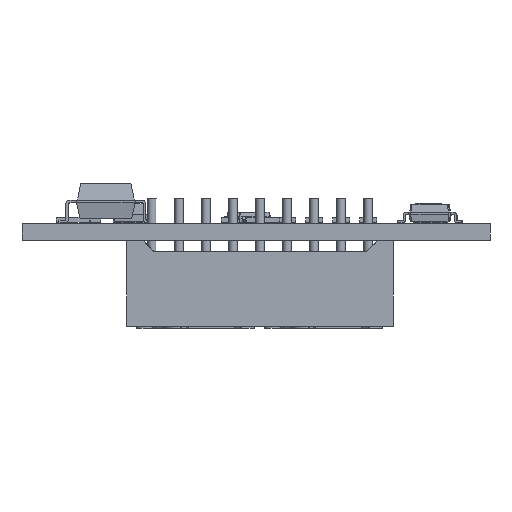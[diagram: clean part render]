
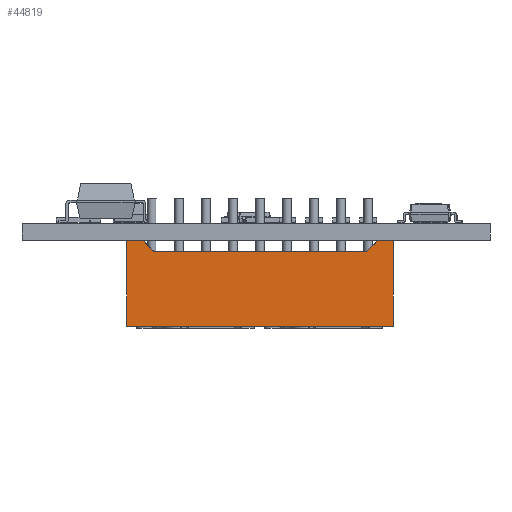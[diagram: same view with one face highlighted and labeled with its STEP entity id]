
A CAD part, front view. The second image highlights one B-rep face of the part: STEP entity #44819.
In plain terms, the highlighted face is planar.
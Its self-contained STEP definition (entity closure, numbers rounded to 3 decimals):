
#43907 = PLANE('',#43908);
#43908 = AXIS2_PLACEMENT_3D('',#43909,#43910,#43911);
#43909 = CARTESIAN_POINT('',(-3.,-21.15,1.));
#43910 = DIRECTION('',(0.,0.,1.));
#43911 = DIRECTION('',(1.,0.,-0.));
#43956 = PLANE('',#43957);
#43957 = AXIS2_PLACEMENT_3D('',#43958,#43959,#43960);
#43958 = CARTESIAN_POINT('',(-3.,0.35,0.5));
#43959 = DIRECTION('',(0.,0.707,0.707));
#43960 = DIRECTION('',(1.,0.,-0.));
#44012 = PLANE('',#44013);
#44013 = AXIS2_PLACEMENT_3D('',#44014,#44015,#44016);
#44014 = CARTESIAN_POINT('',(7.62,-10.16,0.));
#44015 = DIRECTION('',(-0.,-0.,-1.));
#44016 = DIRECTION('',(-1.,0.,0.));
#44040 = PLANE('',#44041);
#44041 = AXIS2_PLACEMENT_3D('',#44042,#44043,#44044);
#44042 = CARTESIAN_POINT('',(-1.905,2.34,0.));
#44043 = DIRECTION('',(0.,1.,0.));
#44044 = DIRECTION('',(1.,0.,0.));
#44104 = EDGE_CURVE('',#44105,#44107,#44109,.T.);
#44105 = VERTEX_POINT('',#44106);
#44106 = CARTESIAN_POINT('',(-1.905,-0.15,1.));
#44107 = VERTEX_POINT('',#44108);
#44108 = CARTESIAN_POINT('',(-1.905,0.85,0.));
#44109 = SURFACE_CURVE('',#44110,(#44114,#44121),.PCURVE_S1.);
#44110 = LINE('',#44111,#44112);
#44111 = CARTESIAN_POINT('',(-1.905,-5.278,6.128));
#44112 = VECTOR('',#44113,1.);
#44113 = DIRECTION('',(0.,0.707,-0.707));
#44114 = PCURVE('',#43956,#44115);
#44115 = DEFINITIONAL_REPRESENTATION('',(#44116),#44120);
#44116 = LINE('',#44117,#44118);
#44117 = CARTESIAN_POINT('',(1.095,-7.958));
#44118 = VECTOR('',#44119,1.);
#44119 = DIRECTION('',(0.,1.));
#44120 = ( GEOMETRIC_REPRESENTATION_CONTEXT(2) 
PARAMETRIC_REPRESENTATION_CONTEXT() REPRESENTATION_CONTEXT('2D SPACE',''
  ) );
#44121 = PCURVE('',#44122,#44127);
#44122 = PLANE('',#44123);
#44123 = AXIS2_PLACEMENT_3D('',#44124,#44125,#44126);
#44124 = CARTESIAN_POINT('',(-1.905,-22.66,0.));
#44125 = DIRECTION('',(-1.,0.,0.));
#44126 = DIRECTION('',(0.,1.,0.));
#44127 = DEFINITIONAL_REPRESENTATION('',(#44128),#44132);
#44128 = LINE('',#44129,#44130);
#44129 = CARTESIAN_POINT('',(17.383,-6.128));
#44130 = VECTOR('',#44131,1.);
#44131 = DIRECTION('',(0.707,0.707));
#44132 = ( GEOMETRIC_REPRESENTATION_CONTEXT(2) 
PARAMETRIC_REPRESENTATION_CONTEXT() REPRESENTATION_CONTEXT('2D SPACE',''
  ) );
#44182 = EDGE_CURVE('',#44183,#44105,#44185,.T.);
#44183 = VERTEX_POINT('',#44184);
#44184 = CARTESIAN_POINT('',(-1.905,-20.15,1.));
#44185 = SURFACE_CURVE('',#44186,(#44190,#44197),.PCURVE_S1.);
#44186 = LINE('',#44187,#44188);
#44187 = CARTESIAN_POINT('',(-1.905,-21.905,1.));
#44188 = VECTOR('',#44189,1.);
#44189 = DIRECTION('',(0.,1.,0.));
#44190 = PCURVE('',#43907,#44191);
#44191 = DEFINITIONAL_REPRESENTATION('',(#44192),#44196);
#44192 = LINE('',#44193,#44194);
#44193 = CARTESIAN_POINT('',(1.095,-0.755));
#44194 = VECTOR('',#44195,1.);
#44195 = DIRECTION('',(0.,1.));
#44196 = ( GEOMETRIC_REPRESENTATION_CONTEXT(2) 
PARAMETRIC_REPRESENTATION_CONTEXT() REPRESENTATION_CONTEXT('2D SPACE',''
  ) );
#44197 = PCURVE('',#44122,#44198);
#44198 = DEFINITIONAL_REPRESENTATION('',(#44199),#44203);
#44199 = LINE('',#44200,#44201);
#44200 = CARTESIAN_POINT('',(0.755,-1.));
#44201 = VECTOR('',#44202,1.);
#44202 = DIRECTION('',(1.,0.));
#44203 = ( GEOMETRIC_REPRESENTATION_CONTEXT(2) 
PARAMETRIC_REPRESENTATION_CONTEXT() REPRESENTATION_CONTEXT('2D SPACE',''
  ) );
#44221 = PLANE('',#44222);
#44222 = AXIS2_PLACEMENT_3D('',#44223,#44224,#44225);
#44223 = CARTESIAN_POINT('',(-3.,-20.65,0.5));
#44224 = DIRECTION('',(0.,0.707,-0.707));
#44225 = DIRECTION('',(-1.,0.,-0.));
#44565 = EDGE_CURVE('',#44107,#44566,#44568,.T.);
#44566 = VERTEX_POINT('',#44567);
#44567 = CARTESIAN_POINT('',(-1.905,2.34,0.));
#44568 = SURFACE_CURVE('',#44569,(#44573,#44580),.PCURVE_S1.);
#44569 = LINE('',#44570,#44571);
#44570 = CARTESIAN_POINT('',(-1.905,-22.66,0.));
#44571 = VECTOR('',#44572,1.);
#44572 = DIRECTION('',(0.,1.,0.));
#44573 = PCURVE('',#44012,#44574);
#44574 = DEFINITIONAL_REPRESENTATION('',(#44575),#44579);
#44575 = LINE('',#44576,#44577);
#44576 = CARTESIAN_POINT('',(9.525,-12.5));
#44577 = VECTOR('',#44578,1.);
#44578 = DIRECTION('',(0.,1.));
#44579 = ( GEOMETRIC_REPRESENTATION_CONTEXT(2) 
PARAMETRIC_REPRESENTATION_CONTEXT() REPRESENTATION_CONTEXT('2D SPACE',''
  ) );
#44580 = PCURVE('',#44122,#44581);
#44581 = DEFINITIONAL_REPRESENTATION('',(#44582),#44586);
#44582 = LINE('',#44583,#44584);
#44583 = CARTESIAN_POINT('',(0.,0.));
#44584 = VECTOR('',#44585,1.);
#44585 = DIRECTION('',(1.,0.));
#44586 = ( GEOMETRIC_REPRESENTATION_CONTEXT(2) 
PARAMETRIC_REPRESENTATION_CONTEXT() REPRESENTATION_CONTEXT('2D SPACE',''
  ) );
#44614 = EDGE_CURVE('',#44566,#44615,#44617,.T.);
#44615 = VERTEX_POINT('',#44616);
#44616 = CARTESIAN_POINT('',(-1.905,2.34,8.));
#44617 = SURFACE_CURVE('',#44618,(#44622,#44629),.PCURVE_S1.);
#44618 = LINE('',#44619,#44620);
#44619 = CARTESIAN_POINT('',(-1.905,2.34,0.));
#44620 = VECTOR('',#44621,1.);
#44621 = DIRECTION('',(0.,0.,1.));
#44622 = PCURVE('',#44040,#44623);
#44623 = DEFINITIONAL_REPRESENTATION('',(#44624),#44628);
#44624 = LINE('',#44625,#44626);
#44625 = CARTESIAN_POINT('',(0.,0.));
#44626 = VECTOR('',#44627,1.);
#44627 = DIRECTION('',(0.,-1.));
#44628 = ( GEOMETRIC_REPRESENTATION_CONTEXT(2) 
PARAMETRIC_REPRESENTATION_CONTEXT() REPRESENTATION_CONTEXT('2D SPACE',''
  ) );
#44629 = PCURVE('',#44122,#44630);
#44630 = DEFINITIONAL_REPRESENTATION('',(#44631),#44635);
#44631 = LINE('',#44632,#44633);
#44632 = CARTESIAN_POINT('',(25.,0.));
#44633 = VECTOR('',#44634,1.);
#44634 = DIRECTION('',(0.,-1.));
#44635 = ( GEOMETRIC_REPRESENTATION_CONTEXT(2) 
PARAMETRIC_REPRESENTATION_CONTEXT() REPRESENTATION_CONTEXT('2D SPACE',''
  ) );
#44653 = PLANE('',#44654);
#44654 = AXIS2_PLACEMENT_3D('',#44655,#44656,#44657);
#44655 = CARTESIAN_POINT('',(7.62,-10.16,8.));
#44656 = DIRECTION('',(-0.,-0.,-1.));
#44657 = DIRECTION('',(-1.,0.,0.));
#44819 = ADVANCED_FACE('',(#44820),#44122,.T.);
#44820 = FACE_BOUND('',#44821,.T.);
#44821 = EDGE_LOOP('',(#44822,#44852,#44880,#44901,#44902,#44903,#44904,
    #44905));
#44822 = ORIENTED_EDGE('',*,*,#44823,.F.);
#44823 = EDGE_CURVE('',#44824,#44826,#44828,.T.);
#44824 = VERTEX_POINT('',#44825);
#44825 = CARTESIAN_POINT('',(-1.905,-22.66,0.));
#44826 = VERTEX_POINT('',#44827);
#44827 = CARTESIAN_POINT('',(-1.905,-21.15,0.));
#44828 = SURFACE_CURVE('',#44829,(#44833,#44840),.PCURVE_S1.);
#44829 = LINE('',#44830,#44831);
#44830 = CARTESIAN_POINT('',(-1.905,-22.66,0.));
#44831 = VECTOR('',#44832,1.);
#44832 = DIRECTION('',(0.,1.,0.));
#44833 = PCURVE('',#44122,#44834);
#44834 = DEFINITIONAL_REPRESENTATION('',(#44835),#44839);
#44835 = LINE('',#44836,#44837);
#44836 = CARTESIAN_POINT('',(0.,0.));
#44837 = VECTOR('',#44838,1.);
#44838 = DIRECTION('',(1.,0.));
#44839 = ( GEOMETRIC_REPRESENTATION_CONTEXT(2) 
PARAMETRIC_REPRESENTATION_CONTEXT() REPRESENTATION_CONTEXT('2D SPACE',''
  ) );
#44840 = PCURVE('',#44841,#44846);
#44841 = PLANE('',#44842);
#44842 = AXIS2_PLACEMENT_3D('',#44843,#44844,#44845);
#44843 = CARTESIAN_POINT('',(7.62,-10.16,0.));
#44844 = DIRECTION('',(-0.,-0.,-1.));
#44845 = DIRECTION('',(-1.,0.,0.));
#44846 = DEFINITIONAL_REPRESENTATION('',(#44847),#44851);
#44847 = LINE('',#44848,#44849);
#44848 = CARTESIAN_POINT('',(9.525,-12.5));
#44849 = VECTOR('',#44850,1.);
#44850 = DIRECTION('',(0.,1.));
#44851 = ( GEOMETRIC_REPRESENTATION_CONTEXT(2) 
PARAMETRIC_REPRESENTATION_CONTEXT() REPRESENTATION_CONTEXT('2D SPACE',''
  ) );
#44852 = ORIENTED_EDGE('',*,*,#44853,.T.);
#44853 = EDGE_CURVE('',#44824,#44854,#44856,.T.);
#44854 = VERTEX_POINT('',#44855);
#44855 = CARTESIAN_POINT('',(-1.905,-22.66,8.));
#44856 = SURFACE_CURVE('',#44857,(#44861,#44868),.PCURVE_S1.);
#44857 = LINE('',#44858,#44859);
#44858 = CARTESIAN_POINT('',(-1.905,-22.66,0.));
#44859 = VECTOR('',#44860,1.);
#44860 = DIRECTION('',(0.,0.,1.));
#44861 = PCURVE('',#44122,#44862);
#44862 = DEFINITIONAL_REPRESENTATION('',(#44863),#44867);
#44863 = LINE('',#44864,#44865);
#44864 = CARTESIAN_POINT('',(0.,0.));
#44865 = VECTOR('',#44866,1.);
#44866 = DIRECTION('',(0.,-1.));
#44867 = ( GEOMETRIC_REPRESENTATION_CONTEXT(2) 
PARAMETRIC_REPRESENTATION_CONTEXT() REPRESENTATION_CONTEXT('2D SPACE',''
  ) );
#44868 = PCURVE('',#44869,#44874);
#44869 = PLANE('',#44870);
#44870 = AXIS2_PLACEMENT_3D('',#44871,#44872,#44873);
#44871 = CARTESIAN_POINT('',(17.145,-22.66,0.));
#44872 = DIRECTION('',(0.,-1.,0.));
#44873 = DIRECTION('',(-1.,0.,0.));
#44874 = DEFINITIONAL_REPRESENTATION('',(#44875),#44879);
#44875 = LINE('',#44876,#44877);
#44876 = CARTESIAN_POINT('',(19.05,0.));
#44877 = VECTOR('',#44878,1.);
#44878 = DIRECTION('',(0.,-1.));
#44879 = ( GEOMETRIC_REPRESENTATION_CONTEXT(2) 
PARAMETRIC_REPRESENTATION_CONTEXT() REPRESENTATION_CONTEXT('2D SPACE',''
  ) );
#44880 = ORIENTED_EDGE('',*,*,#44881,.T.);
#44881 = EDGE_CURVE('',#44854,#44615,#44882,.T.);
#44882 = SURFACE_CURVE('',#44883,(#44887,#44894),.PCURVE_S1.);
#44883 = LINE('',#44884,#44885);
#44884 = CARTESIAN_POINT('',(-1.905,-22.66,8.));
#44885 = VECTOR('',#44886,1.);
#44886 = DIRECTION('',(0.,1.,0.));
#44887 = PCURVE('',#44122,#44888);
#44888 = DEFINITIONAL_REPRESENTATION('',(#44889),#44893);
#44889 = LINE('',#44890,#44891);
#44890 = CARTESIAN_POINT('',(0.,-8.));
#44891 = VECTOR('',#44892,1.);
#44892 = DIRECTION('',(1.,0.));
#44893 = ( GEOMETRIC_REPRESENTATION_CONTEXT(2) 
PARAMETRIC_REPRESENTATION_CONTEXT() REPRESENTATION_CONTEXT('2D SPACE',''
  ) );
#44894 = PCURVE('',#44653,#44895);
#44895 = DEFINITIONAL_REPRESENTATION('',(#44896),#44900);
#44896 = LINE('',#44897,#44898);
#44897 = CARTESIAN_POINT('',(9.525,-12.5));
#44898 = VECTOR('',#44899,1.);
#44899 = DIRECTION('',(0.,1.));
#44900 = ( GEOMETRIC_REPRESENTATION_CONTEXT(2) 
PARAMETRIC_REPRESENTATION_CONTEXT() REPRESENTATION_CONTEXT('2D SPACE',''
  ) );
#44901 = ORIENTED_EDGE('',*,*,#44614,.F.);
#44902 = ORIENTED_EDGE('',*,*,#44565,.F.);
#44903 = ORIENTED_EDGE('',*,*,#44104,.F.);
#44904 = ORIENTED_EDGE('',*,*,#44182,.F.);
#44905 = ORIENTED_EDGE('',*,*,#44906,.F.);
#44906 = EDGE_CURVE('',#44826,#44183,#44907,.T.);
#44907 = SURFACE_CURVE('',#44908,(#44912,#44919),.PCURVE_S1.);
#44908 = LINE('',#44909,#44910);
#44909 = CARTESIAN_POINT('',(-1.905,-21.278,-0.128));
#44910 = VECTOR('',#44911,1.);
#44911 = DIRECTION('',(0.,0.707,0.707));
#44912 = PCURVE('',#44122,#44913);
#44913 = DEFINITIONAL_REPRESENTATION('',(#44914),#44918);
#44914 = LINE('',#44915,#44916);
#44915 = CARTESIAN_POINT('',(1.383,0.128));
#44916 = VECTOR('',#44917,1.);
#44917 = DIRECTION('',(0.707,-0.707));
#44918 = ( GEOMETRIC_REPRESENTATION_CONTEXT(2) 
PARAMETRIC_REPRESENTATION_CONTEXT() REPRESENTATION_CONTEXT('2D SPACE',''
  ) );
#44919 = PCURVE('',#44221,#44920);
#44920 = DEFINITIONAL_REPRESENTATION('',(#44921),#44925);
#44921 = LINE('',#44922,#44923);
#44922 = CARTESIAN_POINT('',(-1.095,-0.887));
#44923 = VECTOR('',#44924,1.);
#44924 = DIRECTION('',(0.,1.));
#44925 = ( GEOMETRIC_REPRESENTATION_CONTEXT(2) 
PARAMETRIC_REPRESENTATION_CONTEXT() REPRESENTATION_CONTEXT('2D SPACE',''
  ) );
